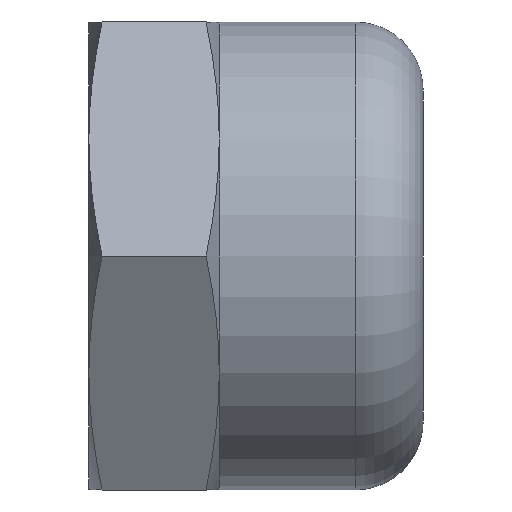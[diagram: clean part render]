
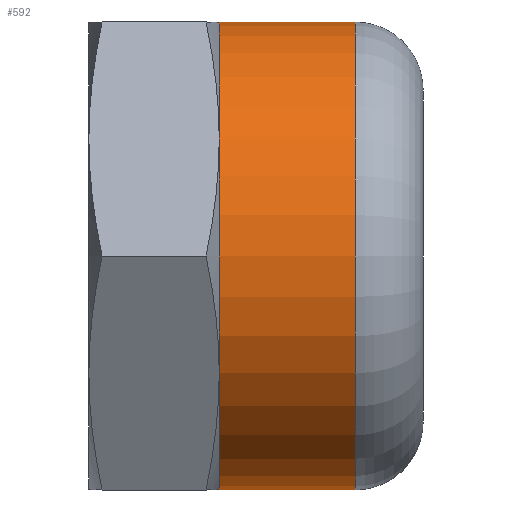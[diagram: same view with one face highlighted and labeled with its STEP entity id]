
A CAD part, left-side view. The second image highlights one B-rep face of the part: STEP entity #592.
In plain terms, the highlighted cylindrical face has radius 3.5 mm (diameter 7 mm), a full revolution.
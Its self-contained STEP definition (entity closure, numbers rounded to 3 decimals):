
#73=CYLINDRICAL_SURFACE('',#646,3.5);
#169=ORIENTED_EDGE('',*,*,#223,.T.);
#170=ORIENTED_EDGE('',*,*,#209,.F.);
#171=ORIENTED_EDGE('',*,*,#214,.F.);
#172=ORIENTED_EDGE('',*,*,#193,.F.);
#173=ORIENTED_EDGE('',*,*,#190,.F.);
#174=ORIENTED_EDGE('',*,*,#198,.F.);
#175=ORIENTED_EDGE('',*,*,#204,.F.);
#190=EDGE_CURVE('',#239,#240,#270,.T.);
#193=EDGE_CURVE('',#240,#242,#271,.T.);
#198=EDGE_CURVE('',#245,#239,#272,.T.);
#204=EDGE_CURVE('',#248,#245,#273,.T.);
#209=EDGE_CURVE('',#251,#248,#274,.T.);
#214=EDGE_CURVE('',#242,#251,#275,.T.);
#223=EDGE_CURVE('',#256,#256,#277,.T.);
#239=VERTEX_POINT('',#800);
#240=VERTEX_POINT('',#801);
#242=VERTEX_POINT('',#813);
#245=VERTEX_POINT('',#835);
#248=VERTEX_POINT('',#860);
#251=VERTEX_POINT('',#882);
#256=VERTEX_POINT('',#926);
#270=CIRCLE('',#615,3.5);
#271=CIRCLE('',#617,3.5);
#272=CIRCLE('',#620,3.5);
#273=CIRCLE('',#623,3.5);
#274=CIRCLE('',#626,3.5);
#275=CIRCLE('',#629,3.5);
#277=CIRCLE('',#638,3.5);
#317=EDGE_LOOP('',(#169));
#318=EDGE_LOOP('',(#170,#171,#172,#173,#174,#175));
#355=FACE_BOUND('',#317,.T.);
#356=FACE_BOUND('',#318,.T.);
#592=ADVANCED_FACE('',(#355,#356),#73,.T.);
#615=AXIS2_PLACEMENT_3D('',#799,#683,#684);
#617=AXIS2_PLACEMENT_3D('',#812,#687,#688);
#620=AXIS2_PLACEMENT_3D('',#834,#693,#694);
#623=AXIS2_PLACEMENT_3D('',#862,#699,#700);
#626=AXIS2_PLACEMENT_3D('',#884,#705,#706);
#629=AXIS2_PLACEMENT_3D('',#905,#711,#712);
#638=AXIS2_PLACEMENT_3D('',#925,#735,#736);
#646=AXIS2_PLACEMENT_3D('',#937,#751,#752);
#683=DIRECTION('',(0.,1.,0.));
#684=DIRECTION('',(0.,0.,1.));
#687=DIRECTION('',(0.,1.,0.));
#688=DIRECTION('',(0.,0.,1.));
#693=DIRECTION('',(0.,1.,0.));
#694=DIRECTION('',(0.,0.,1.));
#699=DIRECTION('',(0.,1.,0.));
#700=DIRECTION('',(0.,0.,1.));
#705=DIRECTION('',(0.,1.,0.));
#706=DIRECTION('',(-1.,0.,0.));
#711=DIRECTION('',(0.,1.,0.));
#712=DIRECTION('',(0.,0.,1.));
#735=DIRECTION('',(0.,1.,0.));
#736=DIRECTION('',(-1.,0.,0.));
#751=DIRECTION('',(0.,1.,0.));
#752=DIRECTION('',(-1.,0.,0.));
#799=CARTESIAN_POINT('',(0.,-1.95,0.));
#800=CARTESIAN_POINT('',(0.,-1.95,3.5));
#801=CARTESIAN_POINT('',(3.031,-1.95,1.75));
#812=CARTESIAN_POINT('',(0.,-1.95,0.));
#813=CARTESIAN_POINT('',(3.031,-1.95,-1.75));
#834=CARTESIAN_POINT('',(0.,-1.95,0.));
#835=CARTESIAN_POINT('',(-3.031,-1.95,1.75));
#860=CARTESIAN_POINT('',(-3.031,-1.95,-1.75));
#862=CARTESIAN_POINT('',(0.,-1.95,0.));
#882=CARTESIAN_POINT('',(0.,-1.95,-3.5));
#884=CARTESIAN_POINT('',(0.,-1.95,0.));
#905=CARTESIAN_POINT('',(0.,-1.95,0.));
#925=CARTESIAN_POINT('',(0.,-3.983,0.));
#926=CARTESIAN_POINT('',(-3.5,-3.983,0.));
#937=CARTESIAN_POINT('',(0.,-6.183,0.));
